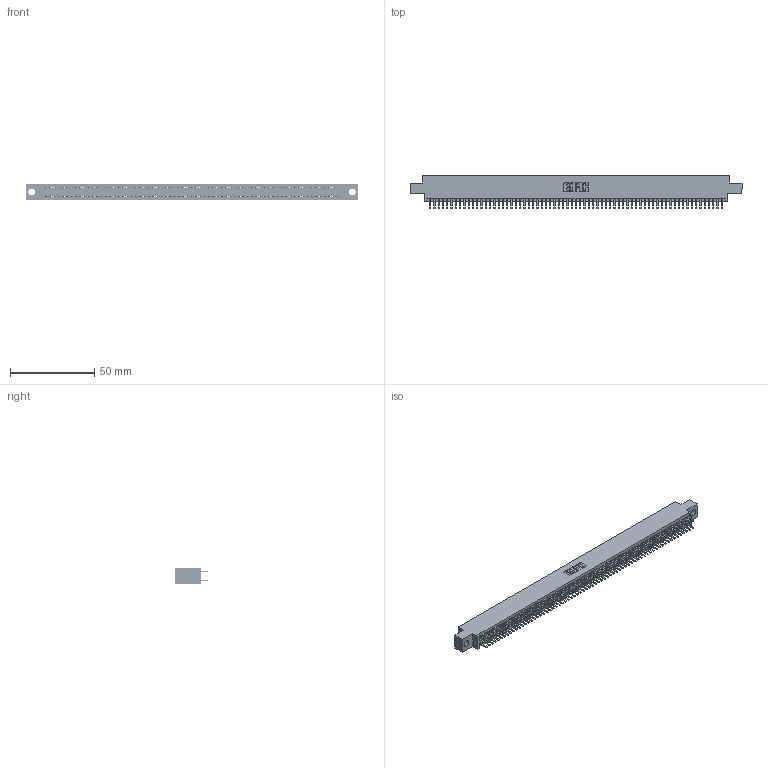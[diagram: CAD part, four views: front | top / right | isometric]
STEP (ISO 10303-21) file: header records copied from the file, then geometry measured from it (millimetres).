
FILE_DESCRIPTION (( 'STEP AP203' ), '1' );
FILE_NAME ('395-138-520-804.STEP', '2021-06-18T03:18:32', ( '' ), ( '' ), 'SwSTEP 2.0', 'SolidWorks 2020', '' );
FILE_SCHEMA (( 'CONFIG_CONTROL_DESIGN' ));
Length unit declared in the file: inch
Products named in the file (3): 345 Part_0.170 Offset - 0.156 Dia-TI; 395-138-520-804; 345-292-001_345-293-120
Assembly tree (139 placements, depth 2):
  395-138-520-804
    345 Part_0.170 Offset - 0.156 Dia-TI
    345-292-001_345-293-120  x138
Bounding box: 196.47 x 19.68 x 9.4 mm (x, y, z)
Volume: 19055.8 mm3; surface area: 28556.7 mm2
Topology: 139 solids, 139 shells, 7596 faces, 22055 edges, 14334 vertices
Faces by surface type: plane 4928, cylinder 2668
Entity records: 51169 total; most frequent: CARTESIAN_POINT 8570, ORIENTED_EDGE 8490, DIRECTION 7509, EDGE_CURVE 4245, VECTOR 3833, LINE 3833, VERTEX_POINT 2826, AXIS2_PLACEMENT_3D 1838
